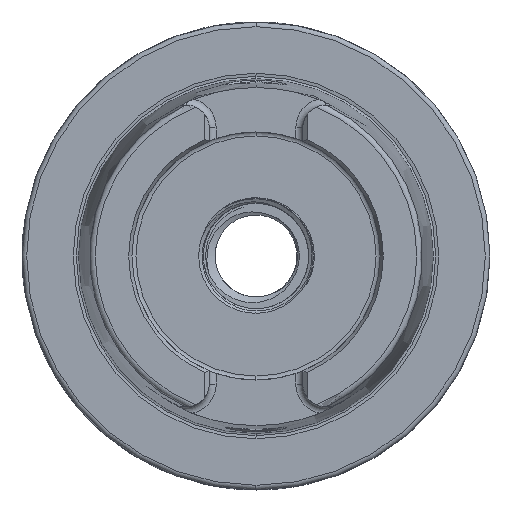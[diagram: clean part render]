
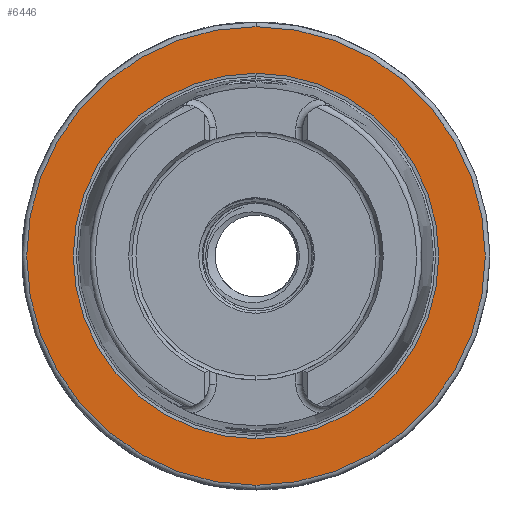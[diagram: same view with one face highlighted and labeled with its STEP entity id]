
A CAD part, left-side view. The second image highlights one B-rep face of the part: STEP entity #6446.
In plain terms, the highlighted planar face has unit normal (-1, 0, 0).
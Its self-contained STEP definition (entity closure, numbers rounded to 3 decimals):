
#647 = EDGE_CURVE ( 'NONE', #13016, #13013, #6025, .T. ) ;
#659 = EDGE_CURVE ( 'NONE', #13019, #13010, #5994, .T. ) ;
#5994 = CIRCLE ( 'NONE', #36302, 49. ) ;
#6025 = CIRCLE ( 'NONE', #36301, 39.054 ) ;
#6446 = ADVANCED_FACE ( 'NONE', ( #42646, #42648 ), #35033, .T. ) ;
#6556 = AXIS2_PLACEMENT_3D ( 'NONE', #26405, #26406, #26407 ) ;
#9532 = EDGE_CURVE ( 'NONE', #13013, #13016, #29772, .T. ) ;
#9547 = EDGE_CURVE ( 'NONE', #13010, #13019, #29782, .T. ) ;
#9595 = AXIS2_PLACEMENT_3D ( 'NONE', #28757, #28769, #28771 ) ;
#13010 = VERTEX_POINT ( 'NONE', #28982 ) ;
#13013 = VERTEX_POINT ( 'NONE', #28985 ) ;
#13016 = VERTEX_POINT ( 'NONE', #28988 ) ;
#13019 = VERTEX_POINT ( 'NONE', #28991 ) ;
#15106 = CARTESIAN_POINT ( 'NONE',  ( 0., 0., 0. ) ) ;
#15107 = DIRECTION ( 'NONE',  ( 1., 0., 0. ) ) ;
#15108 = DIRECTION ( 'NONE',  ( 0., 0., -1. ) ) ;
#15128 = CARTESIAN_POINT ( 'NONE',  ( 0., 0., 0. ) ) ;
#15129 = DIRECTION ( 'NONE',  ( -1., 0., 0. ) ) ;
#15130 = DIRECTION ( 'NONE',  ( 0., 0., 1. ) ) ;
#26405 = CARTESIAN_POINT ( 'NONE',  ( 0., 0., 0. ) ) ;
#26406 = DIRECTION ( 'NONE',  ( 1., 0., 0. ) ) ;
#26407 = DIRECTION ( 'NONE',  ( 0., 0., -1. ) ) ;
#28757 = CARTESIAN_POINT ( 'NONE',  ( 0., 0., 0. ) ) ;
#28769 = DIRECTION ( 'NONE',  ( -1., 0., 0. ) ) ;
#28771 = DIRECTION ( 'NONE',  ( 0., 0., 1. ) ) ;
#28982 = CARTESIAN_POINT ( 'NONE',  ( 0., 0., 49. ) ) ;
#28985 = CARTESIAN_POINT ( 'NONE',  ( 0., 0., 39.054 ) ) ;
#28988 = CARTESIAN_POINT ( 'NONE',  ( 0., 0., -39.054 ) ) ;
#28991 = CARTESIAN_POINT ( 'NONE',  ( 0., 0., -49. ) ) ;
#29772 = CIRCLE ( 'NONE', #6556, 39.054 ) ;
#29782 = CIRCLE ( 'NONE', #9595, 49. ) ;
#35033 = PLANE ( 'NONE',  #42651 ) ;
#35034 = CARTESIAN_POINT ( 'NONE',  ( 0., 39.054, 0. ) ) ;
#35035 = DIRECTION ( 'NONE',  ( -1., 0., 0. ) ) ;
#35036 = DIRECTION ( 'NONE',  ( 0., 0., 1. ) ) ;
#36301 = AXIS2_PLACEMENT_3D ( 'NONE', #15106, #15107, #15108 ) ;
#36302 = AXIS2_PLACEMENT_3D ( 'NONE', #15128, #15129, #15130 ) ;
#40384 = ORIENTED_EDGE ( 'NONE', *, *, #9547, .T. ) ;
#40385 = ORIENTED_EDGE ( 'NONE', *, *, #659, .T. ) ;
#40386 = ORIENTED_EDGE ( 'NONE', *, *, #647, .T. ) ;
#40387 = ORIENTED_EDGE ( 'NONE', *, *, #9532, .T. ) ;
#41524 = EDGE_LOOP ( 'NONE', ( #40387, #40386 ) ) ;
#41527 = EDGE_LOOP ( 'NONE', ( #40384, #40385 ) ) ;
#42646 = FACE_OUTER_BOUND ( 'NONE', #41527, .T. ) ;
#42648 = FACE_BOUND ( 'NONE', #41524, .T. ) ;
#42651 = AXIS2_PLACEMENT_3D ( 'NONE', #35034, #35035, #35036 ) ;
